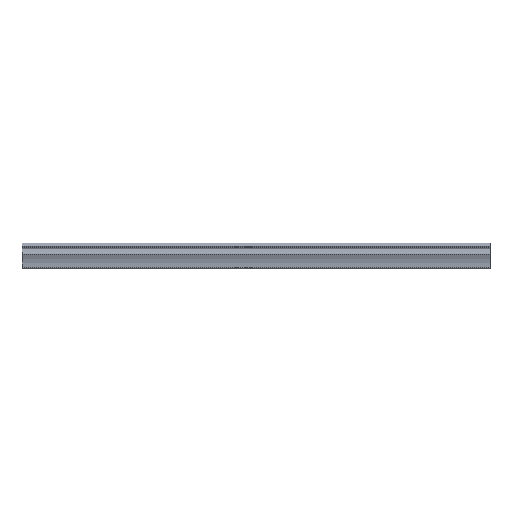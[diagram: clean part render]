
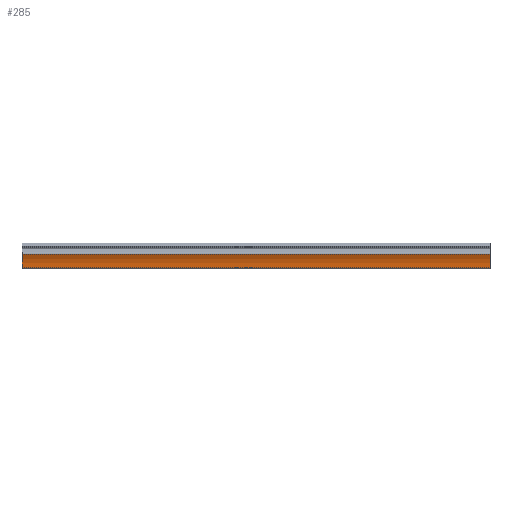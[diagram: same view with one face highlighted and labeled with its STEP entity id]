
A CAD part, front view. The second image highlights one B-rep face of the part: STEP entity #285.
In plain terms, the highlighted cylindrical face has radius 67.5 mm (diameter 135 mm), a partial arc.
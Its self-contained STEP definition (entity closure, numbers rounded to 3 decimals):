
#285=ADVANCED_FACE('',(#592),#593,.F.);
#592=FACE_OUTER_BOUND('',#926,.T.);
#593=CYLINDRICAL_SURFACE('',#927,67.5);
#926=EDGE_LOOP('',(#1639,#1640,#1641,#1642));
#927=AXIS2_PLACEMENT_3D('',#1643,#1644,#1645);
#1639=ORIENTED_EDGE('',*,*,#2381,.T.);
#1640=ORIENTED_EDGE('',*,*,#2382,.F.);
#1641=ORIENTED_EDGE('',*,*,#2383,.F.);
#1642=ORIENTED_EDGE('',*,*,#2378,.T.);
#1643=CARTESIAN_POINT('',(1000.0,-86.933,-23.294));
#1644=DIRECTION('',(-1.0,0.0,0.0));
#1645=DIRECTION('',(0.0,0.887,0.463));
#2378=EDGE_CURVE('',#2952,#2950,#2953,.T.);
#2381=EDGE_CURVE('',#2950,#2956,#2957,.T.);
#2382=EDGE_CURVE('',#2958,#2956,#2959,.T.);
#2383=EDGE_CURVE('',#2952,#2958,#2960,.T.);
#2950=VERTEX_POINT('',#3754);
#2952=VERTEX_POINT('',#3756);
#2953=LINE('',#3757,#3758);
#2956=VERTEX_POINT('',#3761);
#2957=CIRCLE('',#3762,67.5);
#2958=VERTEX_POINT('',#3763);
#2959=LINE('',#3764,#3765);
#2960=CIRCLE('',#3766,67.5);
#3754=CARTESIAN_POINT('',(0.0,-27.093,7.938));
#3756=CARTESIAN_POINT('',(1000.0,-27.093,7.938));
#3757=CARTESIAN_POINT('',(1000.0,-27.093,7.938));
#3758=VECTOR('',#4328,1.0);
#3761=CARTESIAN_POINT('',(0.0,-19.494,-20.421));
#3762=AXIS2_PLACEMENT_3D('',#4332,#4333,#4334);
#3763=CARTESIAN_POINT('',(1000.0,-19.494,-20.421));
#3764=CARTESIAN_POINT('',(1000.0,-19.494,-20.421));
#3765=VECTOR('',#4335,1.0);
#3766=AXIS2_PLACEMENT_3D('',#4336,#4337,#4338);
#4328=DIRECTION('',(-1.0,0.0,0.0));
#4332=CARTESIAN_POINT('',(0.0,-86.933,-23.294));
#4333=DIRECTION('',(-1.0,0.0,0.0));
#4334=DIRECTION('',(0.0,0.887,0.463));
#4335=DIRECTION('',(-1.0,0.0,0.0));
#4336=CARTESIAN_POINT('',(1000.0,-86.933,-23.294));
#4337=DIRECTION('',(-1.0,0.0,0.0));
#4338=DIRECTION('',(0.0,0.887,0.463));
